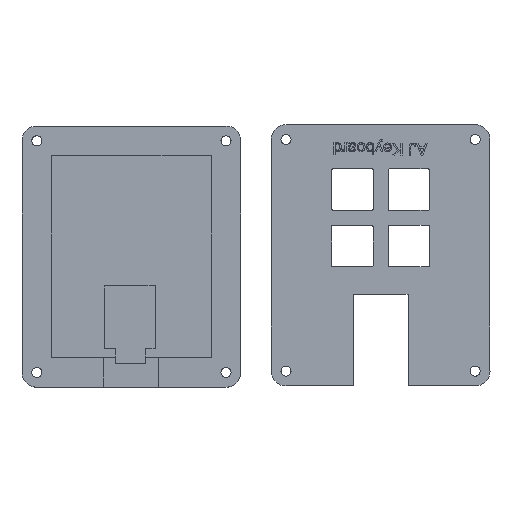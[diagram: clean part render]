
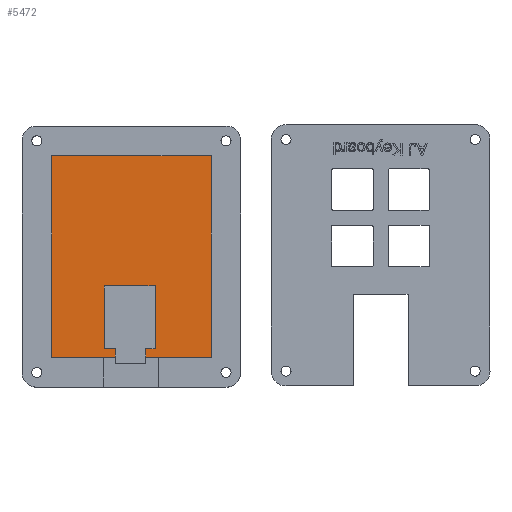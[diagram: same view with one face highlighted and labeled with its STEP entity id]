
A CAD part, top view. The second image highlights one B-rep face of the part: STEP entity #5472.
In plain terms, the highlighted planar face has unit normal (0, 0, 1).
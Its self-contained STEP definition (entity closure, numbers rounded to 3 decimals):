
#292=PLANE('',#5715);
#577=FACE_OUTER_BOUND('',#906,.T.);
#906=EDGE_LOOP('',(#4957,#4958,#4959,#4960));
#1371=LINE('',#10443,#1840);
#1373=LINE('',#10447,#1842);
#1374=LINE('',#10449,#1843);
#1375=LINE('',#10450,#1844);
#1840=VECTOR('',#6586,10.);
#1842=VECTOR('',#6590,10.);
#1843=VECTOR('',#6591,10.);
#1844=VECTOR('',#6592,10.);
#2642=VERTEX_POINT('',#10440);
#2643=VERTEX_POINT('',#10442);
#2644=VERTEX_POINT('',#10446);
#2645=VERTEX_POINT('',#10448);
#3423=EDGE_CURVE('',#2642,#2643,#1371,.T.);
#3425=EDGE_CURVE('',#2644,#2642,#1373,.T.);
#3426=EDGE_CURVE('',#2645,#2644,#1374,.T.);
#3427=EDGE_CURVE('',#2643,#2645,#1375,.T.);
#4957=ORIENTED_EDGE('',*,*,#3423,.F.);
#4958=ORIENTED_EDGE('',*,*,#3425,.F.);
#4959=ORIENTED_EDGE('',*,*,#3426,.F.);
#4960=ORIENTED_EDGE('',*,*,#3427,.F.);
#5472=ADVANCED_FACE('',(#577),#292,.T.);
#5715=AXIS2_PLACEMENT_3D('',#10445,#6588,#6589);
#6586=DIRECTION('',(-1.,0.,0.));
#6588=DIRECTION('center_axis',(0.,0.,1.));
#6589=DIRECTION('ref_axis',(1.,0.,0.));
#6590=DIRECTION('',(0.,-1.,0.));
#6591=DIRECTION('',(1.,0.,0.));
#6592=DIRECTION('',(0.,1.,0.));
#10440=CARTESIAN_POINT('',(53.8,-68.1,3.));
#10442=CARTESIAN_POINT('',(0.,-68.1,3.));
#10443=CARTESIAN_POINT('',(40.35,-68.1,3.));
#10445=CARTESIAN_POINT('Origin',(26.9,-34.05,3.));
#10446=CARTESIAN_POINT('',(53.8,0.,3.));
#10447=CARTESIAN_POINT('',(53.8,-17.025,3.));
#10448=CARTESIAN_POINT('',(0.,0.,3.));
#10449=CARTESIAN_POINT('',(13.45,0.,3.));
#10450=CARTESIAN_POINT('',(0.,-51.075,3.));
